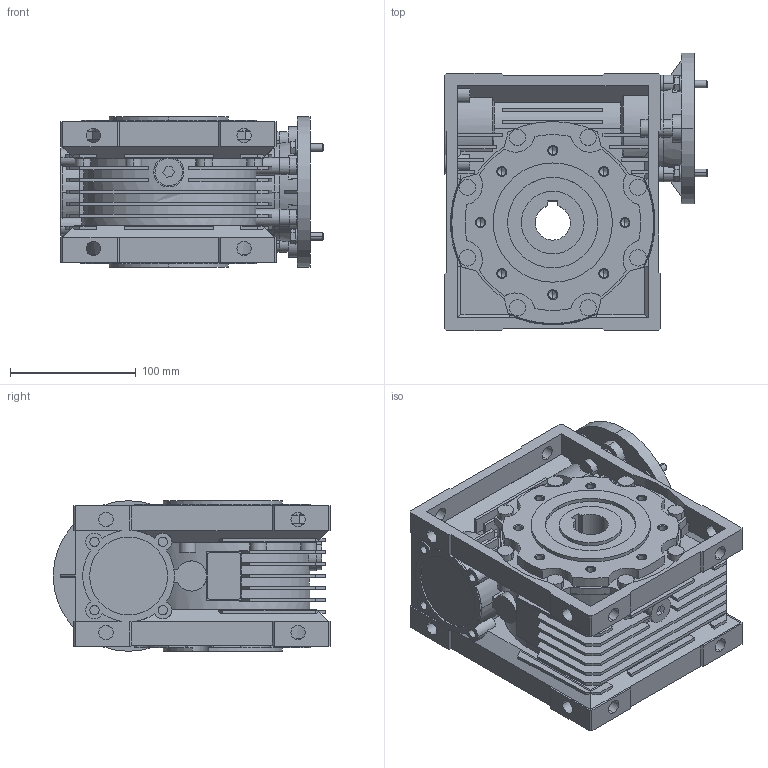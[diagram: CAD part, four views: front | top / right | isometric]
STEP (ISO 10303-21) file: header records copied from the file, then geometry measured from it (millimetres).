
FILE_DESCRIPTION (( 'STEP AP203' ), '1' );
FILE_NAME ('WGA-75M-100-80B14.step', '2024-12-18T19:02:15', ( '' ), ( '' ), 'SwSTEP 2.0', 'SolidWorks 2024', '' );
FILE_SCHEMA (( 'CONFIG_CONTROL_DESIGN' ));
Length unit declared in the file: millimetre
Products named in the file (1): WGA-75M-100-80B14
Bounding box: 209 x 221 x 120 mm (x, y, z)
Volume: 2853421.7 mm3; surface area: 480911.4 mm2
Topology: 16 solids, 16 shells, 1304 faces, 3578 edges, 2323 vertices
Faces by surface type: plane 703, cylinder 433, cone 156, torus 12
Entity records: 42375 total; most frequent: CARTESIAN_POINT 8753, ORIENTED_EDGE 7084, DIRECTION 7030, EDGE_CURVE 3542, AXIS2_PLACEMENT_3D 2460, VERTEX_POINT 2323, VECTOR 2110, LINE 2110
